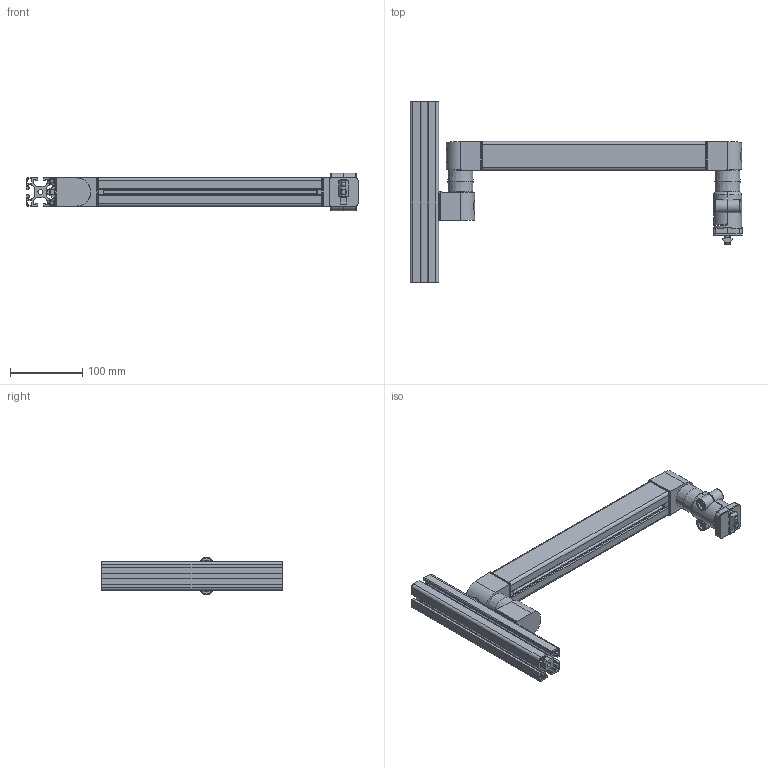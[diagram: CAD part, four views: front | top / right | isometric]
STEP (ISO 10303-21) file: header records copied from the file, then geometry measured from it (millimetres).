
FILE_DESCRIPTION(/* description */ ('STEP AP203'),/* implementation_level */ '2;1');
FILE_NAME(/* name */ '6FA40NL370S40N08(0)(0)(0)',/* time_stamp */ '2024-03-04T13:42:50+01:00',/* author */ ('License CC BY-ND 4.0'),/* organization */ ('CADENAS'),/* preprocessor_version */ 'ST-DEVELOPER v19.3',/* originating_system */ 'PARTsolutions',/* authorisation */ ' ');
FILE_SCHEMA (('CONFIG_CONTROL_DESIGN'));
Length unit declared in the file: millimetre
Products named in the file (6): 6FA40NL370S40N08(0)(0)(0); 6FA40NL370S40N08_profile; 6FA40NL370S40N08_wrist; 6FA40NL370S40N08_pipe; 6FA40NL370S40N08_arm; 6FA40NL370S40N08_adapter
Assembly tree (8 placements, depth 2):
  6FA40NL370S40N08(0)(0)(0)
    6FA40NL370S40N08_profile
    6FA40NL370S40N08_wrist  x3
    6FA40NL370S40N08_pipe  x2
    6FA40NL370S40N08_arm
    6FA40NL370S40N08_adapter
Bounding box: 460 x 250 x 51.97 mm (x, y, z)
Volume: 678939.3 mm3; surface area: 324313.2 mm2
Topology: 8 solids, 9 shells, 755 faces, 2048 edges, 1350 vertices
Faces by surface type: plane 420, cylinder 288, torus 25, cone 14, sphere 8
Full cylindrical faces by diameter (mm): 4.8 x3, 4.98 x1, 6 x4, 6.8 x1, 8 x9, 10 x2, 17.728 x3, 17.828 x3, 28 x4, 39 x1
Entity records: 17381 total; most frequent: CARTESIAN_POINT 3322, DIRECTION 2922, ORIENTED_EDGE 2874, EDGE_CURVE 1437, AXIS2_PLACEMENT_3D 999, VERTEX_POINT 970, LINE 924, VECTOR 924
